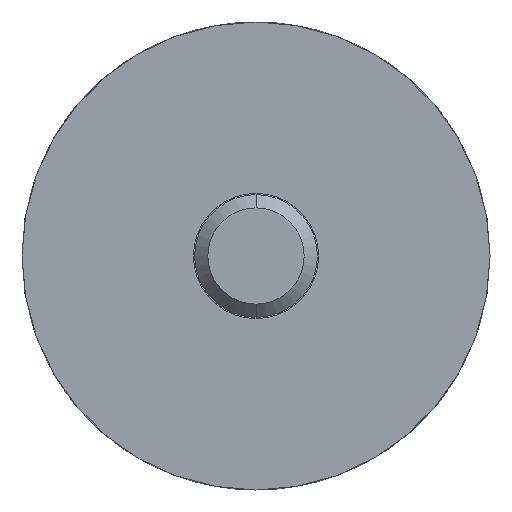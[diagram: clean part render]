
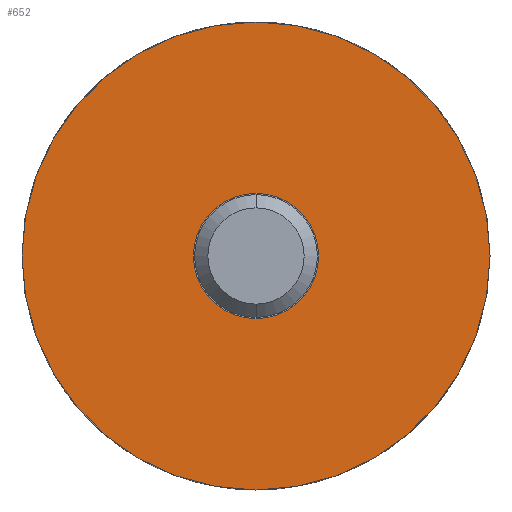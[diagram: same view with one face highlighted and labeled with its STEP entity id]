
A CAD part, front view. The second image highlights one B-rep face of the part: STEP entity #652.
In plain terms, the highlighted planar face has unit normal (0, -1, 0).
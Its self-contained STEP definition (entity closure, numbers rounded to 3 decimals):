
#332=EDGE_CURVE('',#558,#544,#932,.T.);
#476=EDGE_CURVE('',#492,#762,#1087,.T.);
#492=VERTEX_POINT('',#1105);
#544=VERTEX_POINT('',#1164);
#558=VERTEX_POINT('',#1178);
#624=EDGE_CURVE('',#544,#558,#1254,.T.);
#652=ADVANCED_FACE('',(#1282,#1283),#1284,.T.);
#762=VERTEX_POINT('',#1407);
#834=EDGE_CURVE('',#762,#492,#1487,.T.);
#932=CIRCLE('',#1620,2.55);
#1087=CIRCLE('',#1873,9.525);
#1105=CARTESIAN_POINT('',(9.525,0.0,0.0));
#1164=CARTESIAN_POINT('',(2.55,0.0,0.));
#1178=CARTESIAN_POINT('',(-2.55,0.0,0.));
#1254=CIRCLE('',#2135,2.55);
#1282=FACE_BOUND('',#2170,.T.);
#1283=FACE_OUTER_BOUND('',#2171,.T.);
#1284=PLANE('',#2172);
#1407=CARTESIAN_POINT('',(-9.525,0.0,0.));
#1487=CIRCLE('',#2479,9.525);
#1620=AXIS2_PLACEMENT_3D('',#2595,#2596,#2597);
#1873=AXIS2_PLACEMENT_3D('',#2751,#2752,#2753);
#2135=AXIS2_PLACEMENT_3D('',#2947,#2948,#2949);
#2170=EDGE_LOOP('',(#2967,#2968));
#2171=EDGE_LOOP('',(#2969,#2970));
#2172=AXIS2_PLACEMENT_3D('',#2971,#2972,#2973);
#2479=AXIS2_PLACEMENT_3D('',#3240,#3241,#3242);
#2595=CARTESIAN_POINT('',(0.0,0.0,0.0));
#2596=DIRECTION('',(-0.0,1.0,0.0));
#2597=DIRECTION('',(1.0,0.0,0.0));
#2751=CARTESIAN_POINT('',(0.0,0.0,0.0));
#2752=DIRECTION('',(0.0,-1.0,0.0));
#2753=DIRECTION('',(1.0,0.0,0.0));
#2947=CARTESIAN_POINT('',(0.0,0.0,0.0));
#2948=DIRECTION('',(-0.0,1.0,0.0));
#2949=DIRECTION('',(1.0,0.0,0.0));
#2967=ORIENTED_EDGE('',*,*,#332,.T.);
#2968=ORIENTED_EDGE('',*,*,#624,.T.);
#2969=ORIENTED_EDGE('',*,*,#476,.T.);
#2970=ORIENTED_EDGE('',*,*,#834,.T.);
#2971=CARTESIAN_POINT('',(0.0,0.0,0.0));
#2972=DIRECTION('',(0.0,-1.0,0.0));
#2973=DIRECTION('',(-1.0,0.0,0.0));
#3240=CARTESIAN_POINT('',(0.0,0.0,0.0));
#3241=DIRECTION('',(0.0,-1.0,0.0));
#3242=DIRECTION('',(1.0,0.0,0.0));
